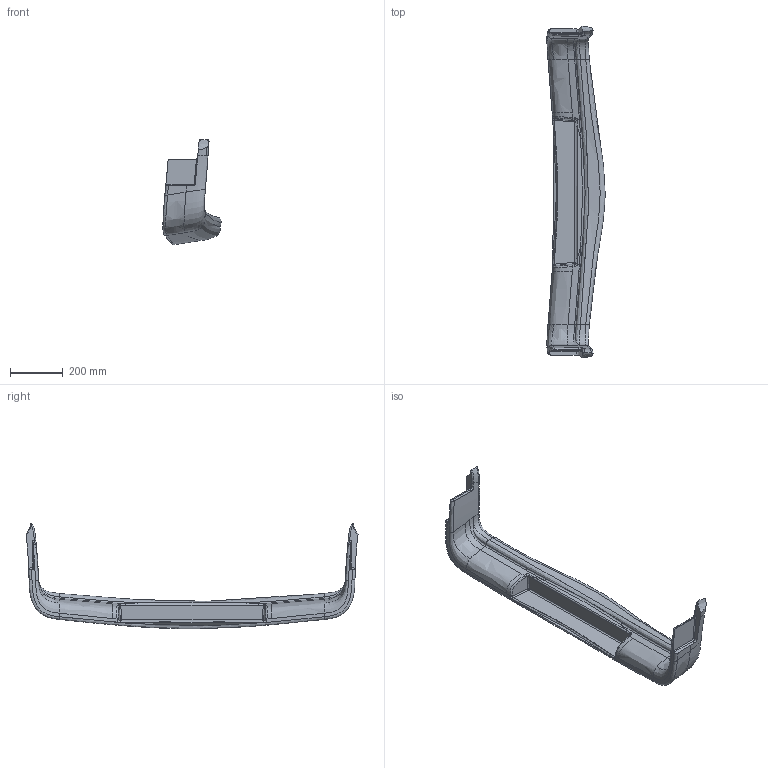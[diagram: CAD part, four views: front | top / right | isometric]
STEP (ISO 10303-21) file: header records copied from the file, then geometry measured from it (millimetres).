
FILE_DESCRIPTION(/* description */ (''),/* implementation_level */ '2;1');
FILE_NAME(/* name */ '85eaacef-fe88-49e2-9c4a-cc26c647a66f',/* time_stamp */ '2021-11-06T15:30:10+09:00',/* author */ (''),/* organization */ (''),/* preprocessor_version */ 'ST-DEVELOPER v16.5',/* originating_system */ '',/* authorisation */ '');
FILE_SCHEMA (('CONFIG_CONTROL_DESIGN'));
Length unit declared in the file: millimetre
Products named in the file (1): Document
Bounding box: 220.4 x 1256.14 x 399.1 mm (x, y, z)
Volume: 12991811 mm3; surface area: 722953 mm2
Topology: 1 solids, 1 shells, 121 faces, 297 edges, 178 vertices
Faces by surface type: bspline 110, plane 11
Entity records: 18043 total; most frequent: CARTESIAN_POINT 16081, ORIENTED_EDGE 594, EDGE_CURVE 297, B_SPLINE_CURVE_WITH_KNOTS 297, VERTEX_POINT 178, ADVANCED_FACE 121, FACE_OUTER_BOUND 121, EDGE_LOOP 121
